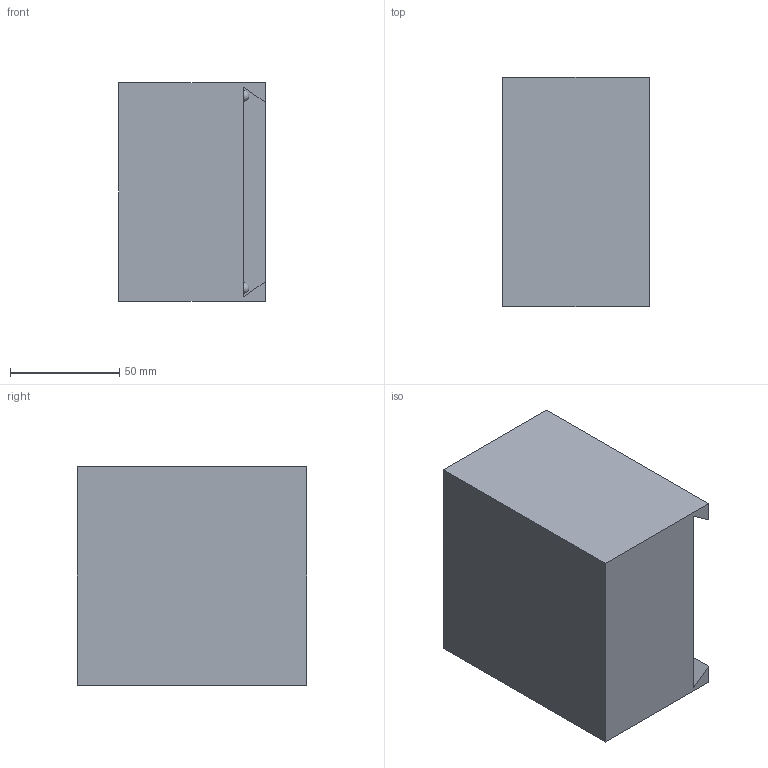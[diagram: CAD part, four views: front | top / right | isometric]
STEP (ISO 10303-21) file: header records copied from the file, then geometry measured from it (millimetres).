
FILE_DESCRIPTION(/* description */ (''),/* implementation_level */ '2;1');
FILE_NAME(/* name */ 'BoxCover295.stp',/* time_stamp */ '2025-09-11T14:22:20-04:00',/* author */ ('usman'),/* organization */ (''),/* preprocessor_version */ 'ST-DEVELOPER v20.1',/* originating_system */ 'Autodesk Inventor 2026',/* authorisation */ '');
FILE_SCHEMA (('AUTOMOTIVE_DESIGN { 1 0 10303 214 3 1 1 }'));
Length unit declared in the file: millimetre
Products named in the file (1): BoxCover295
Bounding box: 67 x 105 x 100 mm (x, y, z)
Volume: 227883.1 mm3; surface area: 71717.4 mm2
Topology: 1 solids, 1 shells, 649 faces, 1773 edges, 1184 vertices
Faces by surface type: bspline 364, plane 281, sphere 4
Entity records: 23418 total; most frequent: CARTESIAN_POINT 9438, ORIENTED_EDGE 3538, EDGE_CURVE 1769, DIRECTION 1621, VERTEX_POINT 1182, LINE 1033, VECTOR 1033, B_SPLINE_CURVE_WITH_KNOTS 728
